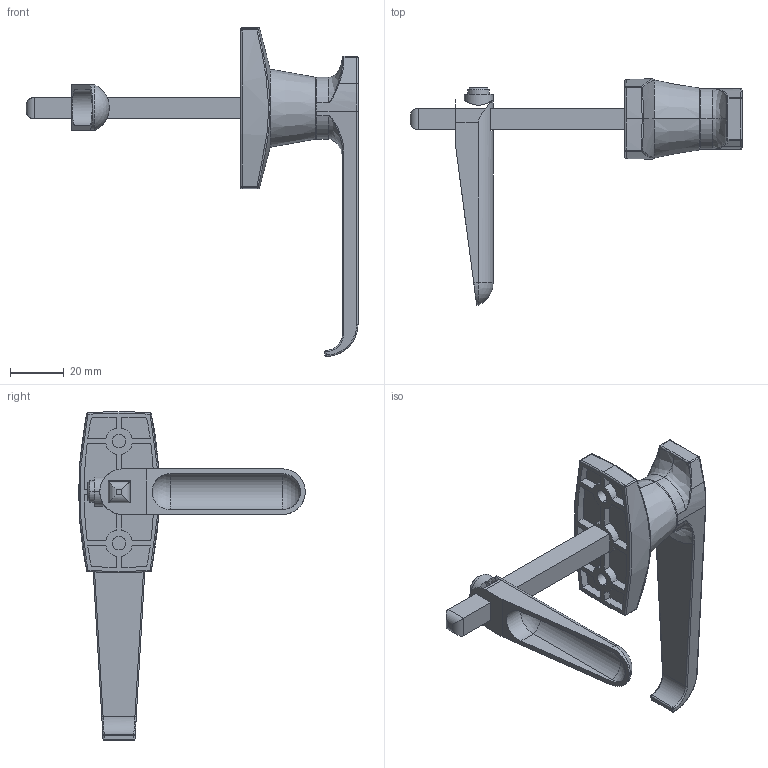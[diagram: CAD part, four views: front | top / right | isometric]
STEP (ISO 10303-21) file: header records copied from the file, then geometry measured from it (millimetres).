
FILE_DESCRIPTION (( 'STEP AP214' ), '1' );
FILE_NAME ('Äâåðíîé çàìîê (â ñáîðå).STEP', '2025-09-04T07:56:42', ( '' ), ( '' ), 'SwSTEP 2.0', 'SolidWorks 2021', '' );
FILE_SCHEMA (( 'AUTOMOTIVE_DESIGN' ));
Length unit declared in the file: millimetre
Products named in the file (4): ﾙ裲鸙萵; 眈襝鍙; Ðóêîÿòü; Äâåðíîé çàìîê (â ñáîðå)
Assembly tree (3 placements, depth 2):
  Äâåðíîé çàìîê (â ñáîðå)
    眈襝鍙
    ﾙ裲鸙萵
    Ðóêîÿòü
Bounding box: 123.64 x 84.37 x 122.42 mm (x, y, z)
Volume: 49114.9 mm3; surface area: 21634.3 mm2
Topology: 3 solids, 3 shells, 223 faces, 502 edges, 297 vertices
Faces by surface type: cylinder 86, plane 74, sphere 23, bspline 18, torus 16, cone 6
Entity records: 7196 total; most frequent: CARTESIAN_POINT 2123, DIRECTION 1084, ORIENTED_EDGE 994, EDGE_CURVE 497, AXIS2_PLACEMENT_3D 422, VERTEX_POINT 297, EDGE_LOOP 242, LINE 240
